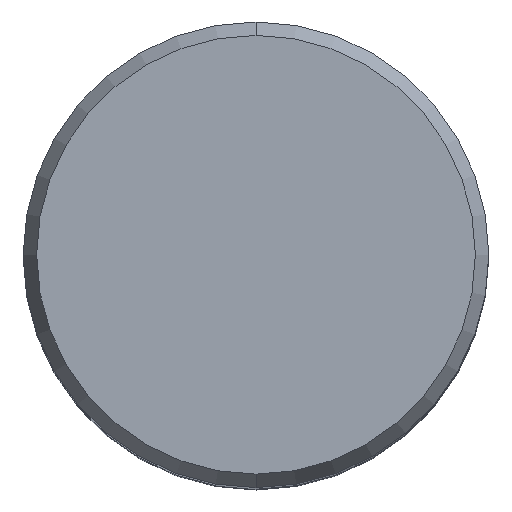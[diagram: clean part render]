
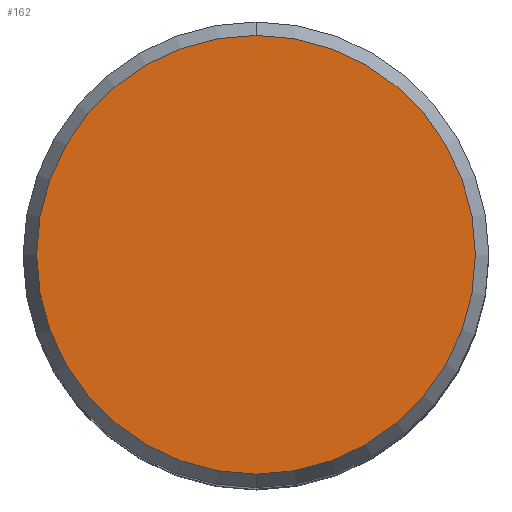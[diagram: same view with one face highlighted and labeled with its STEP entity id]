
A CAD part, top view. The second image highlights one B-rep face of the part: STEP entity #162.
In plain terms, the highlighted planar face has unit normal (0, 0, 1).
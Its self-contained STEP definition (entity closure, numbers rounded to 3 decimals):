
#116=VERTEX_POINT('',#240);
#140=EDGE_CURVE('',#116,#144,#268,.T.);
#144=VERTEX_POINT('',#272);
#162=ADVANCED_FACE('',(#292),#293,.T.);
#172=EDGE_CURVE('',#144,#116,#304,.T.);
#240=CARTESIAN_POINT('',(0.0,14.958,0.01));
#268=CIRCLE('',#412,14.958);
#272=CARTESIAN_POINT('',(0.,-14.958,0.01));
#292=FACE_OUTER_BOUND('',#439,.T.);
#293=PLANE('',#440);
#304=CIRCLE('',#456,14.958);
#412=AXIS2_PLACEMENT_3D('',#548,#549,#550);
#439=EDGE_LOOP('',(#581,#582));
#440=AXIS2_PLACEMENT_3D('',#583,#584,#585);
#456=AXIS2_PLACEMENT_3D('',#601,#602,#603);
#548=CARTESIAN_POINT('',(0.0,0.0,0.01));
#549=DIRECTION('',(0.0,0.0,-1.0));
#550=DIRECTION('',(0.0,1.0,0.0));
#581=ORIENTED_EDGE('',*,*,#140,.F.);
#582=ORIENTED_EDGE('',*,*,#172,.F.);
#583=CARTESIAN_POINT('',(0.0,7.479,0.01));
#584=DIRECTION('',(-0.0,0.0,1.0));
#585=DIRECTION('',(0.0,-1.0,0.0));
#601=CARTESIAN_POINT('',(0.0,0.0,0.01));
#602=DIRECTION('',(0.0,0.0,-1.0));
#603=DIRECTION('',(0.0,1.0,0.0));
